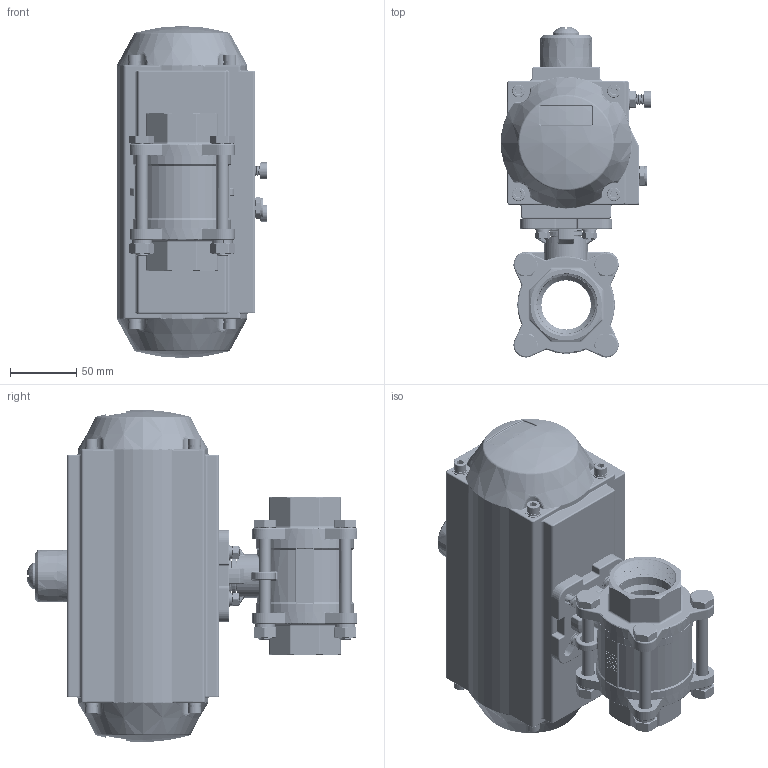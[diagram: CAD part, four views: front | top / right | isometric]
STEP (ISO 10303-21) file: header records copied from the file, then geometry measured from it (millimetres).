
FILE_DESCRIPTION (( 'STEP AP214' ), '1' );
FILE_NAME ('KS1-1-2.STEP', '2019-02-11T18:37:29', ( '' ), ( '' ), 'SwSTEP 2.0', 'SolidWorks 2016', '' );
FILE_SCHEMA (( 'AUTOMOTIVE_DESIGN' ));
Length unit declared in the file: millimetre
Products named in the file (1): KS1-1-2
Bounding box: 114 x 250.73 x 251.5 mm (x, y, z)
Volume: 2663599.9 mm3; surface area: 328780.6 mm2
Topology: 60 solids, 60 shells, 8319 faces, 26725 edges, 15107 vertices
Faces by surface type: cylinder 5057, sphere 1290, plane 781, bspline 472, cone 375, torus 344
Entity records: 493118 total; most frequent: CARTESIAN_POINT 188024, DIRECTION 48270, ORIENTED_EDGE 46240, EDGE_CURVE 23120, AXIS2_PLACEMENT_3D 20820, CIRCLE 12972, VERTEX_POINT 12774, EDGE_LOOP 8556
